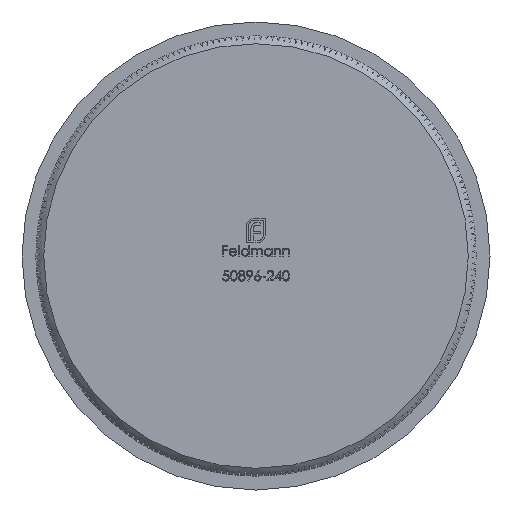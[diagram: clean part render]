
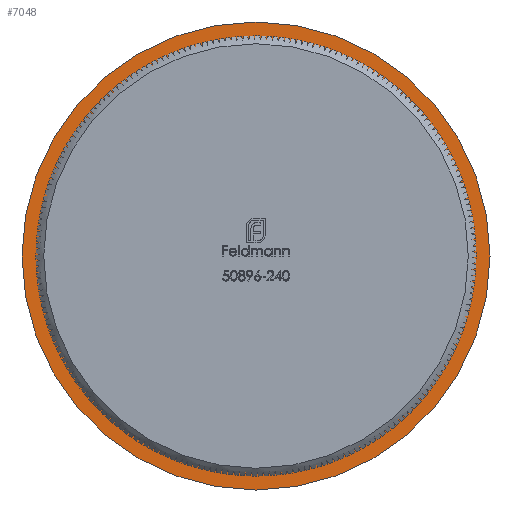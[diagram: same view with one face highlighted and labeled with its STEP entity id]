
A CAD part, front view. The second image highlights one B-rep face of the part: STEP entity #7048.
In plain terms, the highlighted planar face has unit normal (0, -1, 0).
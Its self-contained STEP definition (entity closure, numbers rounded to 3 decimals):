
#1995 = DIRECTION ( 'NONE',  ( 0., -1., 0. ) ) ;
#2115 = EDGE_LOOP ( 'NONE', ( #12748 ) ) ;
#2346 = AXIS2_PLACEMENT_3D ( 'NONE', #17892, #31506, #41317 ) ;
#4141 = FACE_OUTER_BOUND ( 'NONE', #2115, .T. ) ;
#5380 = DIRECTION ( 'NONE',  ( 0., 0., -1. ) ) ;
#5396 = AXIS2_PLACEMENT_3D ( 'NONE', #11966, #38751, #18671 ) ;
#7048 = ADVANCED_FACE ( 'NONE', ( #20929, #4141 ), #18684, .T. ) ;
#11966 = CARTESIAN_POINT ( 'NONE',  ( 0., 5., 0. ) ) ;
#12748 = ORIENTED_EDGE ( 'NONE', *, *, #24592, .T. ) ;
#13060 = VERTEX_POINT ( 'NONE', #19030 ) ;
#16185 = ORIENTED_EDGE ( 'NONE', *, *, #21868, .F. ) ;
#17892 = CARTESIAN_POINT ( 'NONE',  ( 0., 5., 0. ) ) ;
#18671 = DIRECTION ( 'NONE',  ( 0., 0., -1. ) ) ;
#18684 = PLANE ( 'NONE',  #25774 ) ;
#18750 = CIRCLE ( 'NONE', #2346, 30.15 ) ;
#19030 = CARTESIAN_POINT ( 'NONE',  ( 0., 5., -27.85 ) ) ;
#20929 = FACE_BOUND ( 'NONE', #27087, .T. ) ;
#21868 = EDGE_CURVE ( 'NONE', #13060, #13060, #30971, .T. ) ;
#22271 = CARTESIAN_POINT ( 'NONE',  ( 0., 5., -30.15 ) ) ;
#24592 = EDGE_CURVE ( 'NONE', #40309, #40309, #18750, .T. ) ;
#25774 = AXIS2_PLACEMENT_3D ( 'NONE', #42104, #1995, #5380 ) ;
#27087 = EDGE_LOOP ( 'NONE', ( #16185 ) ) ;
#30971 = CIRCLE ( 'NONE', #5396, 27.85 ) ;
#31506 = DIRECTION ( 'NONE',  ( 0., -1., 0. ) ) ;
#38751 = DIRECTION ( 'NONE',  ( 0., -1., 0. ) ) ;
#40309 = VERTEX_POINT ( 'NONE', #22271 ) ;
#41317 = DIRECTION ( 'NONE',  ( 0., 0., -1. ) ) ;
#42104 = CARTESIAN_POINT ( 'NONE',  ( 30.15, 5., 0. ) ) ;
